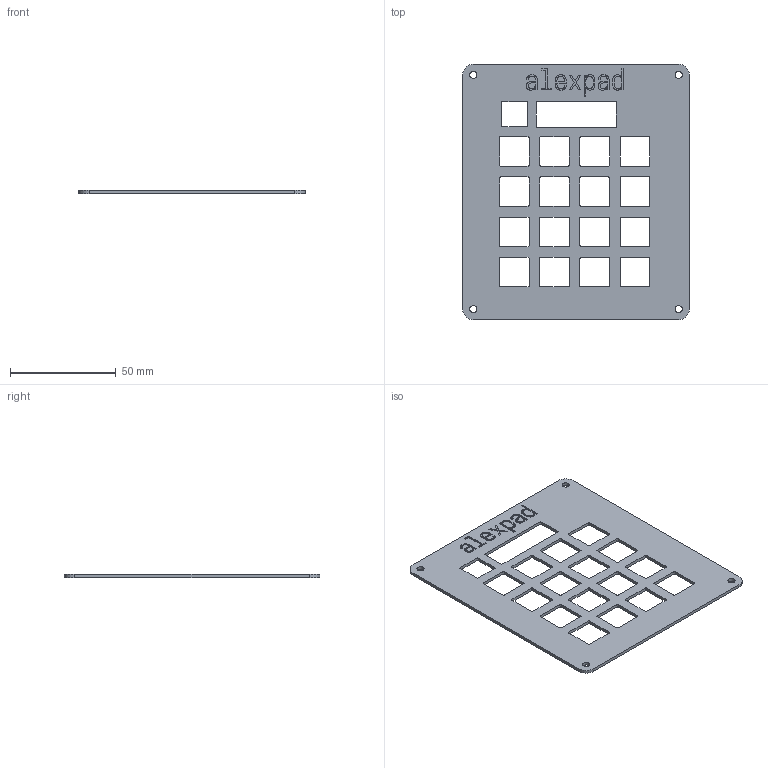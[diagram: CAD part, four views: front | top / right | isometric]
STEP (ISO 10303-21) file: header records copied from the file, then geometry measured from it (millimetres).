
FILE_DESCRIPTION(/* description */ ('','CAx-IF Rec.Pracs.---Representation and Presentation of Product Manufacturing Information (PMI)---4.0---2014-10-13'),/* implementation_level */ '2;1');
FILE_NAME(/* name */ 'top.step',/* time_stamp */ '2025-02-16T20:43:48-06:00',/* author */ (''),/* organization */ (''),/* preprocessor_version */ 'ST-DEVELOPER v20',/* originating_system */ 'Autodesk Translation Framework v13.20.0.188',/* authorisation */ '');
FILE_SCHEMA (('AP242_MANAGED_MODEL_BASED_3D_ENGINEERING_MIM_LF { 1 0 10303 442 1 1 4 }'));
Length unit declared in the file: millimetre
Products named in the file (2): hackpad top; Component2
Assembly tree (1 placements, depth 2):
  hackpad top
    Component2
Bounding box: 107.25 x 121 x 1.5 mm (x, y, z)
Volume: 13724.7 mm3; surface area: 20800 mm2
Topology: 1 solids, 1 shells, 458 faces, 1332 edges, 888 vertices
Faces by surface type: bspline 234, plane 152, cylinder 72
Full cylindrical faces by diameter (mm): 3.4 x4
Entity records: 17421 total; most frequent: CARTESIAN_POINT 6659, ORIENTED_EDGE 2664, DIRECTION 1462, EDGE_CURVE 1332, VERTEX_POINT 888, LINE 720, VECTOR 720, EDGE_LOOP 514
